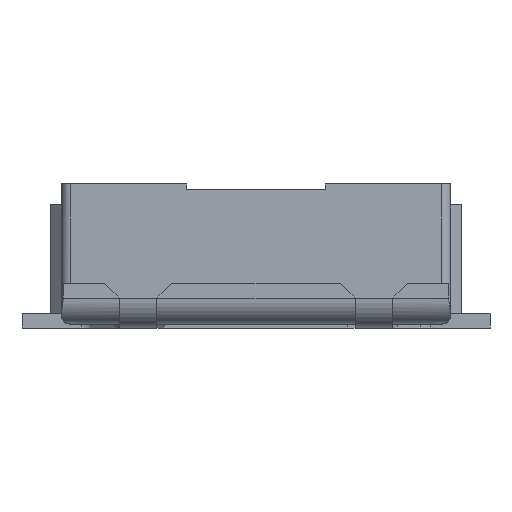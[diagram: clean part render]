
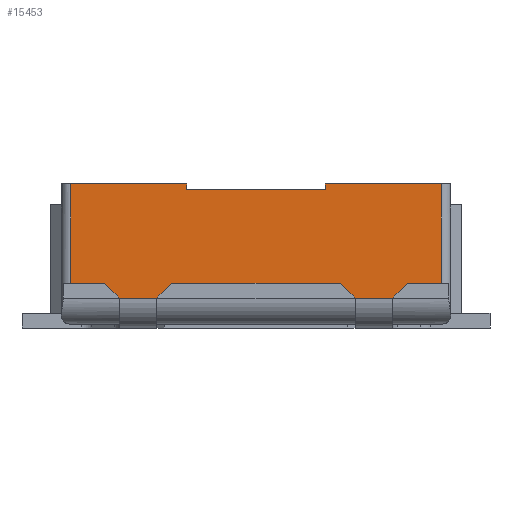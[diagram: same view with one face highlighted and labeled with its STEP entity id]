
A CAD part, left-side view. The second image highlights one B-rep face of the part: STEP entity #15453.
In plain terms, the highlighted planar face has unit normal (-1, 0, 0).
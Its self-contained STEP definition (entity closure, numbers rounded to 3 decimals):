
#3087 = VERTEX_POINT ( 'NONE', #13504 ) ;
#3094 = VERTEX_POINT ( 'NONE', #13511 ) ;
#3095 = VERTEX_POINT ( 'NONE', #13512 ) ;
#3097 = VERTEX_POINT ( 'NONE', #13514 ) ;
#3098 = VERTEX_POINT ( 'NONE', #13515 ) ;
#3101 = VERTEX_POINT ( 'NONE', #13518 ) ;
#3102 = VERTEX_POINT ( 'NONE', #13519 ) ;
#3103 = VERTEX_POINT ( 'NONE', #13520 ) ;
#3104 = VERTEX_POINT ( 'NONE', #13521 ) ;
#3107 = VERTEX_POINT ( 'NONE', #13524 ) ;
#3108 = VERTEX_POINT ( 'NONE', #13525 ) ;
#3110 = VERTEX_POINT ( 'NONE', #13527 ) ;
#3111 = VERTEX_POINT ( 'NONE', #13528 ) ;
#3113 = VERTEX_POINT ( 'NONE', #13530 ) ;
#3114 = VERTEX_POINT ( 'NONE', #13531 ) ;
#3115 = VERTEX_POINT ( 'NONE', #13532 ) ;
#6850 = ORIENTED_EDGE ( 'NONE', *, *, #14459, .F. ) ;
#6852 = ORIENTED_EDGE ( 'NONE', *, *, #14460, .F. ) ;
#6854 = ORIENTED_EDGE ( 'NONE', *, *, #14461, .F. ) ;
#6856 = ORIENTED_EDGE ( 'NONE', *, *, #14462, .F. ) ;
#6858 = ORIENTED_EDGE ( 'NONE', *, *, #14463, .F. ) ;
#6860 = ORIENTED_EDGE ( 'NONE', *, *, #14464, .T. ) ;
#6862 = ORIENTED_EDGE ( 'NONE', *, *, #14449, .F. ) ;
#6864 = ORIENTED_EDGE ( 'NONE', *, *, #14465, .F. ) ;
#6866 = ORIENTED_EDGE ( 'NONE', *, *, #14466, .F. ) ;
#6868 = ORIENTED_EDGE ( 'NONE', *, *, #14467, .T. ) ;
#6870 = ORIENTED_EDGE ( 'NONE', *, *, #14468, .T. ) ;
#10034 = ORIENTED_EDGE ( 'NONE', *, *, #14469, .F. ) ;
#10036 = ORIENTED_EDGE ( 'NONE', *, *, #14470, .T. ) ;
#10038 = ORIENTED_EDGE ( 'NONE', *, *, #14471, .T. ) ;
#10040 = ORIENTED_EDGE ( 'NONE', *, *, #14472, .T. ) ;
#10042 = ORIENTED_EDGE ( 'NONE', *, *, #14473, .T. ) ;
#11603 = EDGE_LOOP ( 'NONE', ( #6850, #6852, #6854, #6856, #6858, #6860, #6862, #6864, #6866, #6868, #6870, #10034, #10036, #10038, #10040, #10042 ) ) ;
#13504 = CARTESIAN_POINT ( 'NONE',  ( -5.25, -0.45, 0.24 ) ) ;
#13511 = CARTESIAN_POINT ( 'NONE',  ( -5.25, -0.37, 0.77 ) ) ;
#13512 = CARTESIAN_POINT ( 'NONE',  ( -5.25, -0.99, 0.77 ) ) ;
#13514 = CARTESIAN_POINT ( 'NONE',  ( -5.25, -0.81, 0.24 ) ) ;
#13515 = CARTESIAN_POINT ( 'NONE',  ( -5.25, 0.45, 0.24 ) ) ;
#13518 = CARTESIAN_POINT ( 'NONE',  ( -5.25, -0.53, 0.16 ) ) ;
#13519 = CARTESIAN_POINT ( 'NONE',  ( -5.25, -0.99, 0.24 ) ) ;
#13520 = CARTESIAN_POINT ( 'NONE',  ( -5.25, -0.73, 0.16 ) ) ;
#13521 = CARTESIAN_POINT ( 'NONE',  ( -5.25, -0.37, 0.74 ) ) ;
#13524 = CARTESIAN_POINT ( 'NONE',  ( -5.25, 0.99, 0.24 ) ) ;
#13525 = CARTESIAN_POINT ( 'NONE',  ( -5.25, 0.37, 0.74 ) ) ;
#13527 = CARTESIAN_POINT ( 'NONE',  ( -5.25, 0.37, 0.77 ) ) ;
#13528 = CARTESIAN_POINT ( 'NONE',  ( -5.25, 0.99, 0.77 ) ) ;
#13530 = CARTESIAN_POINT ( 'NONE',  ( -5.25, 0.81, 0.24 ) ) ;
#13531 = CARTESIAN_POINT ( 'NONE',  ( -5.25, 0.73, 0.16 ) ) ;
#13532 = CARTESIAN_POINT ( 'NONE',  ( -5.25, 0.53, 0.16 ) ) ;
#14449 = EDGE_CURVE ( 'NONE', #3094, #3095, #37889, .T. ) ;
#14459 = EDGE_CURVE ( 'NONE', #3087, #3098, #37902, .T. ) ;
#14460 = EDGE_CURVE ( 'NONE', #3101, #3087, #37922, .T. ) ;
#14461 = EDGE_CURVE ( 'NONE', #3103, #3101, #37925, .T. ) ;
#14462 = EDGE_CURVE ( 'NONE', #3097, #3103, #37928, .T. ) ;
#14463 = EDGE_CURVE ( 'NONE', #3102, #3097, #37931, .T. ) ;
#14464 = EDGE_CURVE ( 'NONE', #3102, #3095, #37934, .T. ) ;
#14465 = EDGE_CURVE ( 'NONE', #3104, #3094, #37917, .T. ) ;
#14466 = EDGE_CURVE ( 'NONE', #3108, #3104, #37916, .T. ) ;
#14467 = EDGE_CURVE ( 'NONE', #3108, #3110, #37943, .T. ) ;
#14468 = EDGE_CURVE ( 'NONE', #3110, #3111, #37946, .T. ) ;
#14469 = EDGE_CURVE ( 'NONE', #3107, #3111, #37949, .T. ) ;
#14470 = EDGE_CURVE ( 'NONE', #3107, #3113, #37952, .T. ) ;
#14471 = EDGE_CURVE ( 'NONE', #3113, #3114, #37955, .T. ) ;
#14472 = EDGE_CURVE ( 'NONE', #3114, #3115, #37958, .T. ) ;
#14473 = EDGE_CURVE ( 'NONE', #3115, #3098, #37961, .T. ) ;
#15453 = ADVANCED_FACE ( 'NONE', ( #42876 ), #42870, .T. ) ;
#32250 = VECTOR ( 'NONE', #37891, 1000. ) ;
#32262 = VECTOR ( 'NONE', #37940, 1000. ) ;
#32272 = VECTOR ( 'NONE', #37921, 1000. ) ;
#32276 = VECTOR ( 'NONE', #37924, 1000. ) ;
#32278 = VECTOR ( 'NONE', #37927, 1000. ) ;
#32280 = VECTOR ( 'NONE', #37930, 1000. ) ;
#32282 = VECTOR ( 'NONE', #37933, 1000. ) ;
#32284 = VECTOR ( 'NONE', #37937, 1000. ) ;
#32286 = VECTOR ( 'NONE', #37942, 1000. ) ;
#32290 = VECTOR ( 'NONE', #37945, 1000. ) ;
#32292 = VECTOR ( 'NONE', #37948, 1000. ) ;
#32294 = VECTOR ( 'NONE', #37951, 1000. ) ;
#32296 = VECTOR ( 'NONE', #37954, 1000. ) ;
#32298 = VECTOR ( 'NONE', #37957, 1000. ) ;
#32300 = VECTOR ( 'NONE', #37960, 1000. ) ;
#32302 = VECTOR ( 'NONE', #37963, 1000. ) ;
#37889 = LINE ( 'NONE', #37890, #32250 ) ;
#37890 = CARTESIAN_POINT ( 'NONE',  ( -5.25, -1.04, 0.77 ) ) ;
#37891 = DIRECTION ( 'NONE',  ( 0., -1., 0. ) ) ;
#37892 = CARTESIAN_POINT ( 'NONE',  ( -5.25, 0.48, 0.24 ) ) ;
#37902 = LINE ( 'NONE', #37892, #32272 ) ;
#37916 = LINE ( 'NONE', #37941, #32286 ) ;
#37917 = LINE ( 'NONE', #37938, #32262 ) ;
#37921 = DIRECTION ( 'NONE',  ( 0., 1., 0. ) ) ;
#37922 = LINE ( 'NONE', #37923, #32276 ) ;
#37923 = CARTESIAN_POINT ( 'NONE',  ( -5.25, -0.53, 0.16 ) ) ;
#37924 = DIRECTION ( 'NONE',  ( 0., 0.707, 0.707 ) ) ;
#37925 = LINE ( 'NONE', #37926, #32278 ) ;
#37926 = CARTESIAN_POINT ( 'NONE',  ( -5.25, -0.53, 0.16 ) ) ;
#37927 = DIRECTION ( 'NONE',  ( 0., 1., 0. ) ) ;
#37928 = LINE ( 'NONE', #37929, #32280 ) ;
#37929 = CARTESIAN_POINT ( 'NONE',  ( -5.25, -0.73, 0.16 ) ) ;
#37930 = DIRECTION ( 'NONE',  ( 0., 0.707, -0.707 ) ) ;
#37931 = LINE ( 'NONE', #37932, #32282 ) ;
#37932 = CARTESIAN_POINT ( 'NONE',  ( -5.25, -0.81, 0.24 ) ) ;
#37933 = DIRECTION ( 'NONE',  ( 0., 1., 0. ) ) ;
#37934 = LINE ( 'NONE', #37936, #32284 ) ;
#37936 = CARTESIAN_POINT ( 'NONE',  ( -5.25, -0.99, 0.77 ) ) ;
#37937 = DIRECTION ( 'NONE',  ( 0., 0., 1. ) ) ;
#37938 = CARTESIAN_POINT ( 'NONE',  ( -5.25, -0.37, 0.77 ) ) ;
#37940 = DIRECTION ( 'NONE',  ( 0., 0., 1. ) ) ;
#37941 = CARTESIAN_POINT ( 'NONE',  ( -5.25, 0., 0.74 ) ) ;
#37942 = DIRECTION ( 'NONE',  ( 0., -1., 0. ) ) ;
#37943 = LINE ( 'NONE', #37944, #32290 ) ;
#37944 = CARTESIAN_POINT ( 'NONE',  ( -5.25, 0.37, 0.77 ) ) ;
#37945 = DIRECTION ( 'NONE',  ( 0., 0., 1. ) ) ;
#37946 = LINE ( 'NONE', #37947, #32292 ) ;
#37947 = CARTESIAN_POINT ( 'NONE',  ( -5.25, 1.04, 0.77 ) ) ;
#37948 = DIRECTION ( 'NONE',  ( 0., 1., 0. ) ) ;
#37949 = LINE ( 'NONE', #37950, #32294 ) ;
#37950 = CARTESIAN_POINT ( 'NONE',  ( -5.25, 0.99, 0.77 ) ) ;
#37951 = DIRECTION ( 'NONE',  ( 0., 0., 1. ) ) ;
#37952 = LINE ( 'NONE', #37953, #32296 ) ;
#37953 = CARTESIAN_POINT ( 'NONE',  ( -5.25, 0.81, 0.24 ) ) ;
#37954 = DIRECTION ( 'NONE',  ( 0., -1., 0. ) ) ;
#37955 = LINE ( 'NONE', #37956, #32298 ) ;
#37956 = CARTESIAN_POINT ( 'NONE',  ( -5.25, 0.73, 0.16 ) ) ;
#37957 = DIRECTION ( 'NONE',  ( 0., -0.707, -0.707 ) ) ;
#37958 = LINE ( 'NONE', #37959, #32300 ) ;
#37959 = CARTESIAN_POINT ( 'NONE',  ( -5.25, 0.53, 0.16 ) ) ;
#37960 = DIRECTION ( 'NONE',  ( 0., -1., 0. ) ) ;
#37961 = LINE ( 'NONE', #37962, #32302 ) ;
#37962 = CARTESIAN_POINT ( 'NONE',  ( -5.25, 0.53, 0.16 ) ) ;
#37963 = DIRECTION ( 'NONE',  ( 0., -0.707, 0.707 ) ) ;
#39871 = AXIS2_PLACEMENT_3D ( 'NONE', #42872, #42878, #42879 ) ;
#42870 = PLANE ( 'NONE',  #39871 ) ;
#42872 = CARTESIAN_POINT ( 'NONE',  ( -5.25, 0., 0.02 ) ) ;
#42876 = FACE_OUTER_BOUND ( 'NONE', #11603, .T. ) ;
#42878 = DIRECTION ( 'NONE',  ( -1., 0., 0. ) ) ;
#42879 = DIRECTION ( 'NONE',  ( 0., -1., 0. ) ) ;
